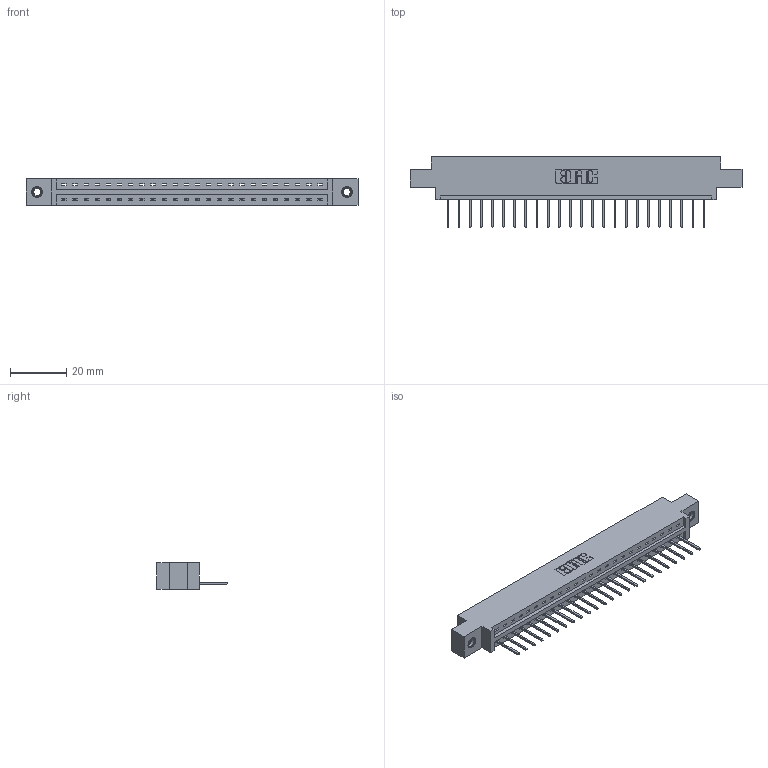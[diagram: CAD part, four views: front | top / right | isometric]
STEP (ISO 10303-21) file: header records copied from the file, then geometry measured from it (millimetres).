
FILE_DESCRIPTION (( 'STEP AP203' ), '1' );
FILE_NAME ('387-024-523-607.STEP', '2019-10-03T10:34:49', ( '' ), ( '' ), 'SwSTEP 2.0', 'SolidWorks 2016', '' );
FILE_SCHEMA (( 'CONFIG_CONTROL_DESIGN' ));
Length unit declared in the file: inch
Products named in the file (4): 345-250-001_345-250-005-103; 387-024-523-607; 337 Part_0.170 Offset - 0.156 Dia-TI; 345-292-001_345-293-123
Assembly tree (27 placements, depth 2):
  387-024-523-607
    337 Part_0.170 Offset - 0.156 Dia-TI
    345-292-001_345-293-123  x24
    345-250-001_345-250-005-103  x2
Bounding box: 118.11 x 25.15 x 9.4 mm (x, y, z)
Volume: 11910 mm3; surface area: 12365.9 mm2
Topology: 27 solids, 27 shells, 1666 faces, 4971 edges, 3274 vertices
Faces by surface type: plane 1210, cylinder 440, cone 12, torus 4
Entity records: 21504 total; most frequent: CARTESIAN_POINT 3725, ORIENTED_EDGE 3678, DIRECTION 3205, EDGE_CURVE 1839, VECTOR 1691, LINE 1691, VERTEX_POINT 1220, AXIS2_PLACEMENT_3D 757
